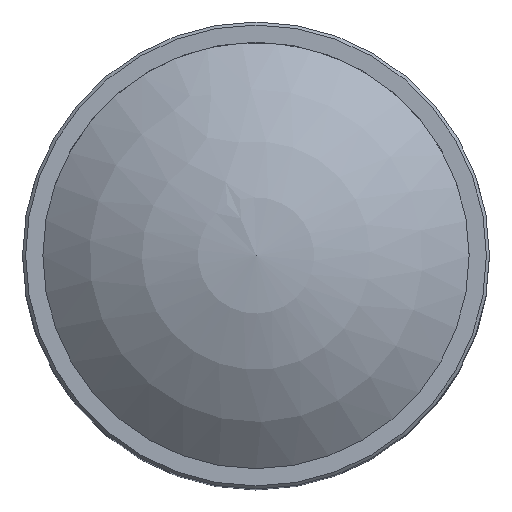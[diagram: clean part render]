
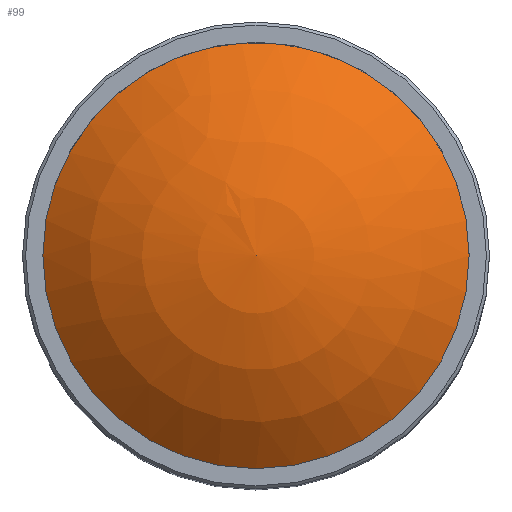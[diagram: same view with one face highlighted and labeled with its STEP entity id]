
A CAD part, top view. The second image highlights one B-rep face of the part: STEP entity #99.
In plain terms, the highlighted spherical face has radius 31.209 mm.
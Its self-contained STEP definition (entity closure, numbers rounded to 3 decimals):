
#99 = ADVANCED_FACE ( 'NONE', ( #708 ), #321, .T. ) ;
#246 = DIRECTION ( 'NONE',  ( -0.383, 0.924, 0. ) ) ;
#321 = SPHERICAL_SURFACE ( 'NONE', #514, 31.21 ) ;
#384 = EDGE_LOOP ( 'NONE', ( #612 ) ) ;
#443 = CIRCLE ( 'NONE', #1047, 21. ) ;
#510 = DIRECTION ( 'NONE',  ( -1., 0., 0. ) ) ;
#514 = AXIS2_PLACEMENT_3D ( 'NONE', #562, #979, #246 ) ;
#560 = VERTEX_POINT ( 'NONE', #800 ) ;
#562 = CARTESIAN_POINT ( 'NONE',  ( 0., 0., -701.668 ) ) ;
#612 = ORIENTED_EDGE ( 'NONE', *, *, #980, .F. ) ;
#708 = FACE_OUTER_BOUND ( 'NONE', #384, .T. ) ;
#800 = CARTESIAN_POINT ( 'NONE',  ( -21., 0., -678.581 ) ) ;
#922 = CARTESIAN_POINT ( 'NONE',  ( 0., 0., -678.581 ) ) ;
#979 = DIRECTION ( 'NONE',  ( 0., 0., 1. ) ) ;
#980 = EDGE_CURVE ( 'NONE', #560, #560, #443, .T. ) ;
#1022 = DIRECTION ( 'NONE',  ( 0., 0., -1. ) ) ;
#1047 = AXIS2_PLACEMENT_3D ( 'NONE', #922, #1022, #510 ) ;
